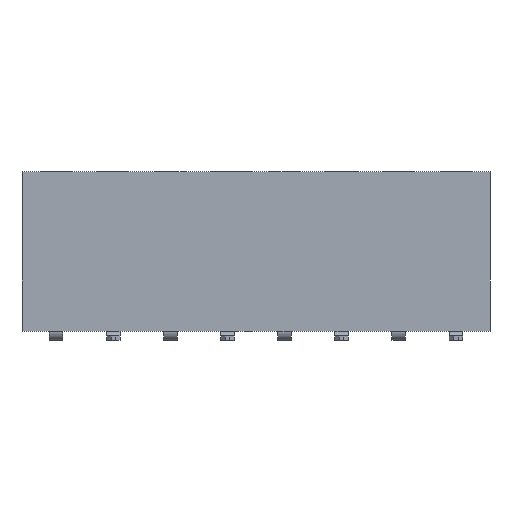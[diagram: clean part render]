
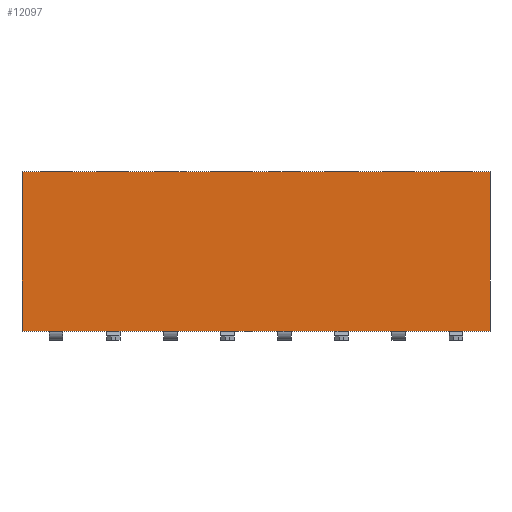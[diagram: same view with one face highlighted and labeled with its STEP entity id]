
A CAD part, front view. The second image highlights one B-rep face of the part: STEP entity #12097.
In plain terms, the highlighted planar face has unit normal (0, -1, 0).
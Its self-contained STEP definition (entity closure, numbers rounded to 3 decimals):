
#4132=ORIENTED_EDGE('',*,*,#6052,.T.);
#4133=ORIENTED_EDGE('',*,*,#6053,.T.);
#4134=ORIENTED_EDGE('',*,*,#6054,.T.);
#4135=ORIENTED_EDGE('',*,*,#6055,.T.);
#6052=EDGE_CURVE('',#7196,#7197,#8444,.T.);
#6053=EDGE_CURVE('',#7197,#7198,#8445,.T.);
#6054=EDGE_CURVE('',#7198,#7199,#8446,.T.);
#6055=EDGE_CURVE('',#7199,#7196,#8447,.T.);
#7196=VERTEX_POINT('',#20473);
#7197=VERTEX_POINT('',#20474);
#7198=VERTEX_POINT('',#20476);
#7199=VERTEX_POINT('',#20478);
#8444=LINE('',#20472,#9700);
#8445=LINE('',#20475,#9701);
#8446=LINE('',#20477,#9702);
#8447=LINE('',#20479,#9703);
#9700=VECTOR('',#16513,1000.);
#9701=VECTOR('',#16514,1000.);
#9702=VECTOR('',#16515,1000.);
#9703=VECTOR('',#16516,1000.);
#10339=EDGE_LOOP('',(#4132,#4133,#4134,#4135));
#11005=FACE_BOUND('',#10339,.T.);
#11447=PLANE('',#13219);
#12097=ADVANCED_FACE('',(#11005),#11447,.T.);
#13219=AXIS2_PLACEMENT_3D('',#20471,#16511,#16512);
#16511=DIRECTION('',(0.,-1.,0.));
#16512=DIRECTION('',(0.,0.,-1.));
#16513=DIRECTION('',(0.,0.,-1.));
#16514=DIRECTION('',(1.,0.,0.));
#16515=DIRECTION('',(0.,0.,1.));
#16516=DIRECTION('',(-1.,0.,0.));
#20471=CARTESIAN_POINT('',(0.,-1.25,0.));
#20472=CARTESIAN_POINT('',(-10.41,-1.25,3.55));
#20473=CARTESIAN_POINT('',(-10.41,-1.25,3.55));
#20474=CARTESIAN_POINT('',(-10.41,-1.25,-3.55));
#20475=CARTESIAN_POINT('',(-10.41,-1.25,-3.55));
#20476=CARTESIAN_POINT('',(10.41,-1.25,-3.55));
#20477=CARTESIAN_POINT('',(10.41,-1.25,-3.55));
#20478=CARTESIAN_POINT('',(10.41,-1.25,3.55));
#20479=CARTESIAN_POINT('',(10.41,-1.25,3.55));
